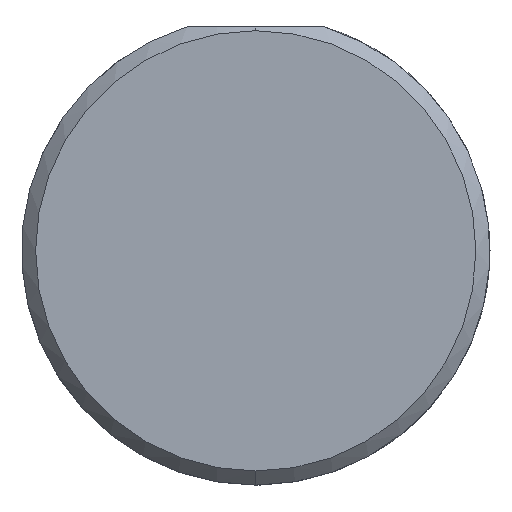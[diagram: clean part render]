
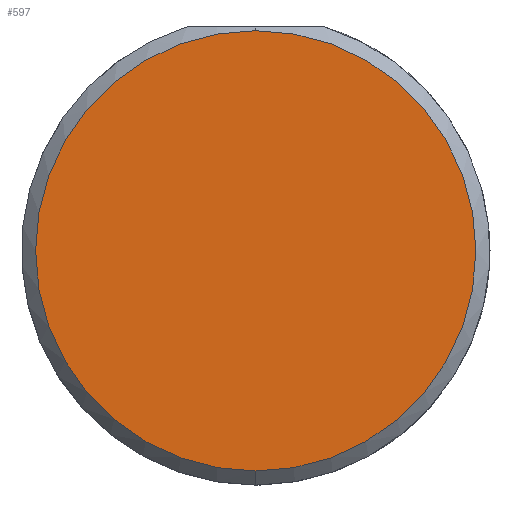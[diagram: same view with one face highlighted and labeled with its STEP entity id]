
A CAD part, left-side view. The second image highlights one B-rep face of the part: STEP entity #597.
In plain terms, the highlighted planar face has unit normal (-1, 0, 0).
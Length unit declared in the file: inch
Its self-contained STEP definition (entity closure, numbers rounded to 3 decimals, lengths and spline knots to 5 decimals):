
#50 = VERTEX_POINT ( 'NONE', #151 ) ;
#102 = VERTEX_POINT ( 'NONE', #542 ) ;
#106 = CIRCLE ( 'NONE', #655, 0.23485 ) ;
#123 = FACE_OUTER_BOUND ( 'NONE', #841, .T. ) ;
#135 = ORIENTED_EDGE ( 'NONE', *, *, #741, .T. ) ;
#151 = CARTESIAN_POINT ( 'NONE',  ( 0., 0., -0.23485 ) ) ;
#196 = CARTESIAN_POINT ( 'NONE',  ( 0., 0., 0. ) ) ;
#200 = CARTESIAN_POINT ( 'NONE',  ( 0., 0., 0. ) ) ;
#203 = DIRECTION ( 'NONE',  ( -1., 0., 0. ) ) ;
#245 = CIRCLE ( 'NONE', #800, 0.23485 ) ;
#356 = DIRECTION ( 'NONE',  ( 0., 0., -1. ) ) ;
#408 = DIRECTION ( 'NONE',  ( 1., 0., 0. ) ) ;
#542 = CARTESIAN_POINT ( 'NONE',  ( 0., 0., 0.23485 ) ) ;
#584 = CARTESIAN_POINT ( 'NONE',  ( 0., 0., 0. ) ) ;
#597 = ADVANCED_FACE ( 'NONE', ( #123 ), #797, .F. ) ;
#655 = AXIS2_PLACEMENT_3D ( 'NONE', #584, #203, #779 ) ;
#712 = DIRECTION ( 'NONE',  ( 0., 0., -1. ) ) ;
#723 = AXIS2_PLACEMENT_3D ( 'NONE', #196, #408, #712 ) ;
#741 = EDGE_CURVE ( 'NONE', #50, #102, #245, .T. ) ;
#779 = DIRECTION ( 'NONE',  ( 0., 0., -1. ) ) ;
#797 = PLANE ( 'NONE',  #723 ) ;
#800 = AXIS2_PLACEMENT_3D ( 'NONE', #200, #804, #356 ) ;
#804 = DIRECTION ( 'NONE',  ( -1., 0., 0. ) ) ;
#806 = EDGE_CURVE ( 'NONE', #102, #50, #106, .T. ) ;
#841 = EDGE_LOOP ( 'NONE', ( #135, #931 ) ) ;
#931 = ORIENTED_EDGE ( 'NONE', *, *, #806, .T. ) ;
